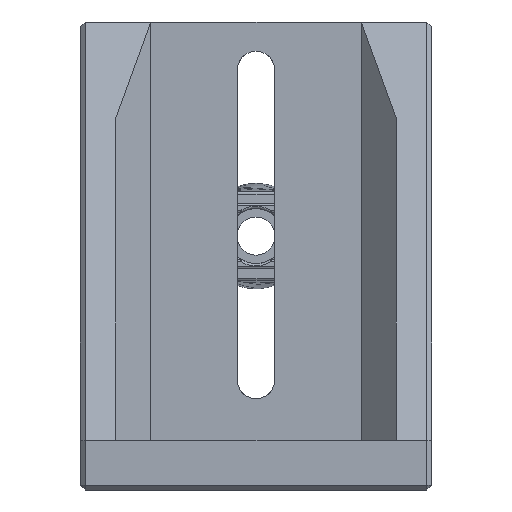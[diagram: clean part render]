
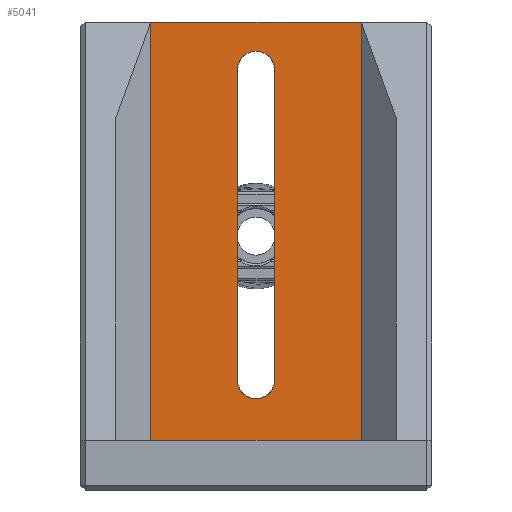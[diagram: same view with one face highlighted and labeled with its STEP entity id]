
A CAD part, left-side view. The second image highlights one B-rep face of the part: STEP entity #5041.
In plain terms, the highlighted planar face has unit normal (-1, 0, 0).
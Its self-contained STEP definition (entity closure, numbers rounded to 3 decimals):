
#386 = CARTESIAN_POINT ( 'NONE',  ( 13.007, 44.5, 40. ) ) ;
#567 = CARTESIAN_POINT ( 'NONE',  ( 13.007, 30.9, 9.4 ) ) ;
#575 = CARTESIAN_POINT ( 'NONE',  ( 13.007, 34.1, 35.9 ) ) ;
#767 = DIRECTION ( 'NONE',  ( 0., 0., -1. ) ) ;
#1050 = ORIENTED_EDGE ( 'NONE', *, *, #1411, .F. ) ;
#1247 = DIRECTION ( 'NONE',  ( 0., 1., 0. ) ) ;
#1409 = DIRECTION ( 'NONE',  ( -1., 0., 0. ) ) ;
#1411 = EDGE_CURVE ( 'NONE', #6695, #7208, #11953, .T. ) ;
#1640 = VERTEX_POINT ( 'NONE', #5803 ) ;
#1822 = DIRECTION ( 'NONE',  ( 0., 1., 0. ) ) ;
#1829 = ORIENTED_EDGE ( 'NONE', *, *, #8891, .T. ) ;
#1916 = VERTEX_POINT ( 'NONE', #2379 ) ;
#2088 = CIRCLE ( 'NONE', #7596, 1.6 ) ;
#2214 = ORIENTED_EDGE ( 'NONE', *, *, #3063, .T. ) ;
#2235 = CIRCLE ( 'NONE', #9534, 1.6 ) ;
#2364 = DIRECTION ( 'NONE',  ( 0., 0., -1. ) ) ;
#2377 = CARTESIAN_POINT ( 'NONE',  ( 13.007, 23.5, 40. ) ) ;
#2379 = CARTESIAN_POINT ( 'NONE',  ( 13.007, 41.5, 40. ) ) ;
#2467 = EDGE_CURVE ( 'NONE', #5479, #1640, #3450, .T. ) ;
#2613 = EDGE_CURVE ( 'NONE', #8020, #1916, #4068, .T. ) ;
#2658 = FACE_OUTER_BOUND ( 'NONE', #5398, .T. ) ;
#2691 = VERTEX_POINT ( 'NONE', #8073 ) ;
#2789 = DIRECTION ( 'NONE',  ( -1., 0., 0. ) ) ;
#3063 = EDGE_CURVE ( 'NONE', #2691, #8020, #5144, .T. ) ;
#3167 = ORIENTED_EDGE ( 'NONE', *, *, #5740, .F. ) ;
#3235 = EDGE_CURVE ( 'NONE', #8914, #2691, #5517, .T. ) ;
#3450 = LINE ( 'NONE', #4445, #6450 ) ;
#3597 = DIRECTION ( 'NONE',  ( 0., -1., 0. ) ) ;
#3646 = CARTESIAN_POINT ( 'NONE',  ( 13.007, 0., 0. ) ) ;
#3705 = EDGE_CURVE ( 'NONE', #7208, #5479, #2088, .T. ) ;
#3939 = DIRECTION ( 'NONE',  ( 0., 1., 0. ) ) ;
#4068 = LINE ( 'NONE', #386, #5477 ) ;
#4325 = DIRECTION ( 'NONE',  ( 0., 0., 1. ) ) ;
#4445 = CARTESIAN_POINT ( 'NONE',  ( 13.007, 30.9, 35.9 ) ) ;
#4784 = AXIS2_PLACEMENT_3D ( 'NONE', #3646, #10920, #1822 ) ;
#5041 = ADVANCED_FACE ( 'NONE', ( #7402, #2658 ), #8340, .F. ) ;
#5144 = LINE ( 'NONE', #2377, #9173 ) ;
#5251 = CARTESIAN_POINT ( 'NONE',  ( 13.007, 41.5, 4.25 ) ) ;
#5398 = EDGE_LOOP ( 'NONE', ( #7928, #1829, #10917, #2214 ) ) ;
#5477 = VECTOR ( 'NONE', #1247, 1000. ) ;
#5479 = VERTEX_POINT ( 'NONE', #567 ) ;
#5517 = LINE ( 'NONE', #9230, #11702 ) ;
#5740 = EDGE_CURVE ( 'NONE', #1640, #6695, #2235, .T. ) ;
#5803 = CARTESIAN_POINT ( 'NONE',  ( 13.007, 30.9, 35.9 ) ) ;
#5982 = DIRECTION ( 'NONE',  ( 0., 1., 0. ) ) ;
#6450 = VECTOR ( 'NONE', #4325, 1000. ) ;
#6695 = VERTEX_POINT ( 'NONE', #11029 ) ;
#6886 = CARTESIAN_POINT ( 'NONE',  ( 13.007, 32.5, 35.9 ) ) ;
#7208 = VERTEX_POINT ( 'NONE', #12135 ) ;
#7402 = FACE_BOUND ( 'NONE', #7567, .T. ) ;
#7567 = EDGE_LOOP ( 'NONE', ( #1050, #3167, #11015, #8832 ) ) ;
#7596 = AXIS2_PLACEMENT_3D ( 'NONE', #9290, #2789, #5982 ) ;
#7928 = ORIENTED_EDGE ( 'NONE', *, *, #2613, .T. ) ;
#8020 = VERTEX_POINT ( 'NONE', #10708 ) ;
#8073 = CARTESIAN_POINT ( 'NONE',  ( 13.007, 23.5, 4.25 ) ) ;
#8340 = PLANE ( 'NONE',  #4784 ) ;
#8420 = VECTOR ( 'NONE', #767, 1000. ) ;
#8832 = ORIENTED_EDGE ( 'NONE', *, *, #3705, .F. ) ;
#8891 = EDGE_CURVE ( 'NONE', #1916, #8914, #10798, .T. ) ;
#8914 = VERTEX_POINT ( 'NONE', #5251 ) ;
#9173 = VECTOR ( 'NONE', #11667, 1000. ) ;
#9230 = CARTESIAN_POINT ( 'NONE',  ( 13.007, 44.5, 4.25 ) ) ;
#9290 = CARTESIAN_POINT ( 'NONE',  ( 13.007, 32.5, 9.4 ) ) ;
#9534 = AXIS2_PLACEMENT_3D ( 'NONE', #6886, #1409, #3939 ) ;
#10708 = CARTESIAN_POINT ( 'NONE',  ( 13.007, 23.5, 40. ) ) ;
#10777 = VECTOR ( 'NONE', #2364, 1000. ) ;
#10798 = LINE ( 'NONE', #11533, #10777 ) ;
#10917 = ORIENTED_EDGE ( 'NONE', *, *, #3235, .T. ) ;
#10920 = DIRECTION ( 'NONE',  ( 1., 0., 0. ) ) ;
#11015 = ORIENTED_EDGE ( 'NONE', *, *, #2467, .F. ) ;
#11029 = CARTESIAN_POINT ( 'NONE',  ( 13.007, 34.1, 35.9 ) ) ;
#11533 = CARTESIAN_POINT ( 'NONE',  ( 13.007, 41.5, 4.25 ) ) ;
#11667 = DIRECTION ( 'NONE',  ( 0., 0., 1. ) ) ;
#11702 = VECTOR ( 'NONE', #3597, 1000. ) ;
#11953 = LINE ( 'NONE', #575, #8420 ) ;
#12135 = CARTESIAN_POINT ( 'NONE',  ( 13.007, 34.1, 9.4 ) ) ;
